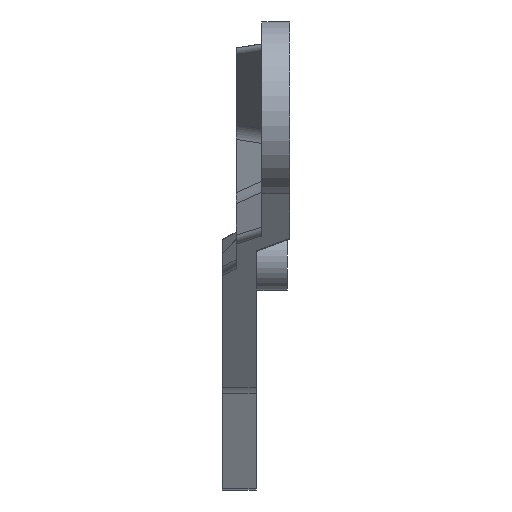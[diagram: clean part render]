
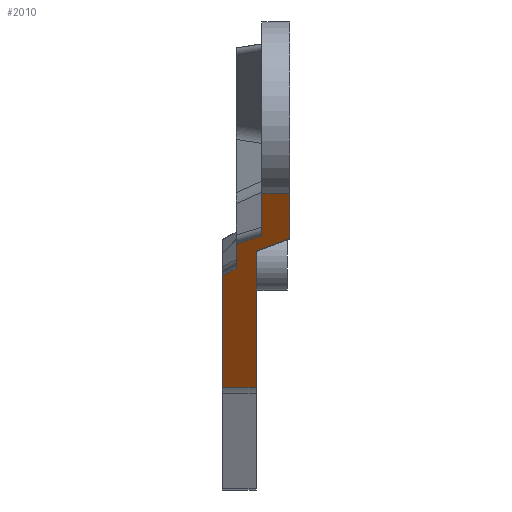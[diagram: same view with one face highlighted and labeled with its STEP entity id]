
A CAD part, front view. The second image highlights one B-rep face of the part: STEP entity #2010.
In plain terms, the highlighted planar face has unit normal (0, -0.339, -0.941).
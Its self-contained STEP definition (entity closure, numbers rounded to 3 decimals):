
#106=PLANE('',#2211);
#191=FACE_OUTER_BOUND('',#305,.T.);
#305=EDGE_LOOP('',(#1681,#1682,#1683,#1684,#1685,#1686,#1687,#1688,#1689,
#1690));
#370=LINE('',#2938,#556);
#384=LINE('',#2988,#570);
#405=LINE('',#3059,#591);
#489=LINE('',#3312,#675);
#505=LINE('',#3362,#691);
#506=LINE('',#3364,#692);
#507=LINE('',#3366,#693);
#508=LINE('',#3368,#694);
#509=LINE('',#3369,#695);
#510=LINE('',#3370,#696);
#556=VECTOR('',#2320,10.);
#570=VECTOR('',#2362,10.);
#591=VECTOR('',#2427,10.);
#675=VECTOR('',#2671,10.);
#691=VECTOR('',#2733,10.);
#692=VECTOR('',#2734,10.);
#693=VECTOR('',#2735,10.);
#694=VECTOR('',#2736,10.);
#695=VECTOR('',#2737,10.);
#696=VECTOR('',#2738,10.);
#834=VERTEX_POINT('',#2935);
#835=VERTEX_POINT('',#2937);
#857=VERTEX_POINT('',#2987);
#866=VERTEX_POINT('',#3016);
#961=VERTEX_POINT('',#3309);
#962=VERTEX_POINT('',#3311);
#973=VERTEX_POINT('',#3361);
#974=VERTEX_POINT('',#3363);
#975=VERTEX_POINT('',#3365);
#976=VERTEX_POINT('',#3367);
#1031=EDGE_CURVE('',#835,#834,#370,.T.);
#1056=EDGE_CURVE('',#835,#857,#384,.T.);
#1093=EDGE_CURVE('',#866,#857,#405,.T.);
#1215=EDGE_CURVE('',#962,#961,#489,.T.);
#1240=EDGE_CURVE('',#834,#973,#505,.T.);
#1241=EDGE_CURVE('',#974,#973,#506,.T.);
#1242=EDGE_CURVE('',#975,#974,#507,.T.);
#1243=EDGE_CURVE('',#976,#975,#508,.T.);
#1244=EDGE_CURVE('',#962,#976,#509,.T.);
#1245=EDGE_CURVE('',#866,#961,#510,.T.);
#1681=ORIENTED_EDGE('',*,*,#1056,.F.);
#1682=ORIENTED_EDGE('',*,*,#1031,.T.);
#1683=ORIENTED_EDGE('',*,*,#1240,.T.);
#1684=ORIENTED_EDGE('',*,*,#1241,.F.);
#1685=ORIENTED_EDGE('',*,*,#1242,.F.);
#1686=ORIENTED_EDGE('',*,*,#1243,.F.);
#1687=ORIENTED_EDGE('',*,*,#1244,.F.);
#1688=ORIENTED_EDGE('',*,*,#1215,.T.);
#1689=ORIENTED_EDGE('',*,*,#1245,.F.);
#1690=ORIENTED_EDGE('',*,*,#1093,.T.);
#2010=ADVANCED_FACE('',(#191),#106,.T.);
#2211=AXIS2_PLACEMENT_3D('',#3360,#2731,#2732);
#2320=DIRECTION('',(0.,0.941,-0.339));
#2362=DIRECTION('',(0.538,-0.793,0.286));
#2427=DIRECTION('',(0.,0.941,-0.339));
#2671=DIRECTION('',(0.,0.941,-0.339));
#2731=DIRECTION('center_axis',(0.,-0.339,-0.941));
#2732=DIRECTION('ref_axis',(0.,0.941,-0.339));
#2733=DIRECTION('',(1.,0.,0.));
#2734=DIRECTION('',(0.,0.941,-0.339));
#2735=DIRECTION('',(-0.677,0.692,-0.25));
#2736=DIRECTION('',(0.,0.941,-0.339));
#2737=DIRECTION('',(1.,0.,0.));
#2738=DIRECTION('',(0.736,-0.637,0.23));
#2935=CARTESIAN_POINT('',(133.,-27.183,-16.969));
#2937=CARTESIAN_POINT('',(133.,-93.404,6.929));
#2938=CARTESIAN_POINT('',(133.,-142.45,24.628));
#2987=CARTESIAN_POINT('',(136.,-97.823,8.524));
#2988=CARTESIAN_POINT('',(129.522,-88.282,5.08));
#3016=CARTESIAN_POINT('',(136.,-112.504,13.821));
#3059=CARTESIAN_POINT('',(136.,-109.83,12.857));
#3309=CARTESIAN_POINT('',(141.5,-117.269,15.541));
#3311=CARTESIAN_POINT('',(141.5,-142.45,24.628));
#3312=CARTESIAN_POINT('',(141.5,-142.45,24.628));
#3360=CARTESIAN_POINT('Origin',(133.,-107.791,12.121));
#3361=CARTESIAN_POINT('',(140.3,-27.183,-16.969));
#3362=CARTESIAN_POINT('',(133.,-27.183,-16.969));
#3363=CARTESIAN_POINT('',(140.3,-108.451,12.359));
#3364=CARTESIAN_POINT('',(140.3,-142.45,24.628));
#3365=CARTESIAN_POINT('',(147.5,-115.816,15.017));
#3366=CARTESIAN_POINT('',(141.878,-110.065,12.941));
#3367=CARTESIAN_POINT('',(147.5,-142.45,24.628));
#3368=CARTESIAN_POINT('',(147.5,-142.45,24.628));
#3369=CARTESIAN_POINT('',(141.5,-142.45,24.628));
#3370=CARTESIAN_POINT('',(131.487,-108.594,12.41));
